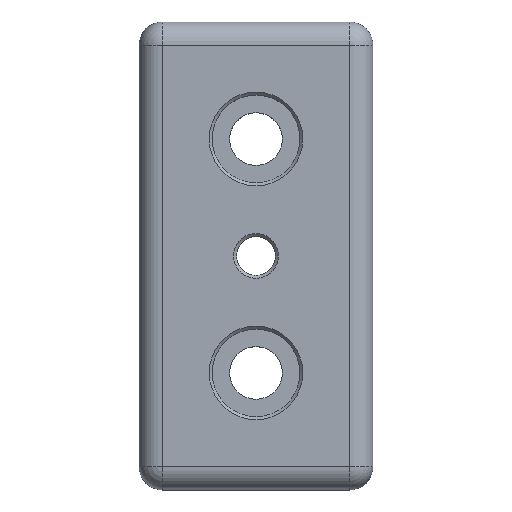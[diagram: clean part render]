
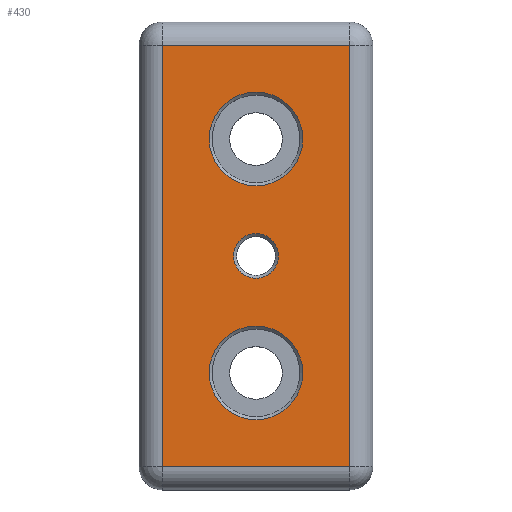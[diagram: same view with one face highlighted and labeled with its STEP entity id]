
A CAD part, top view. The second image highlights one B-rep face of the part: STEP entity #430.
In plain terms, the highlighted planar face has unit normal (0, 0, 1).
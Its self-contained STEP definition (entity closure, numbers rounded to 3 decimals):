
#32=FACE_BOUND('',#78,.T.);
#33=FACE_BOUND('',#79,.T.);
#34=FACE_BOUND('',#80,.T.);
#40=PLANE('',#481);
#49=FACE_OUTER_BOUND('',#77,.T.);
#77=EDGE_LOOP('',(#307,#308,#309,#310));
#78=EDGE_LOOP('',(#311));
#79=EDGE_LOOP('',(#312));
#80=EDGE_LOOP('',(#313));
#113=LINE('',#705,#141);
#114=LINE('',#707,#142);
#115=LINE('',#709,#143);
#116=LINE('',#710,#144);
#141=VECTOR('',#552,10.);
#142=VECTOR('',#553,10.);
#143=VECTOR('',#554,10.);
#144=VECTOR('',#555,10.);
#168=CIRCLE('',#478,3.824);
#171=CIRCLE('',#482,8.);
#172=CIRCLE('',#483,8.);
#202=VERTEX_POINT('',#695);
#205=VERTEX_POINT('',#703);
#206=VERTEX_POINT('',#704);
#207=VERTEX_POINT('',#706);
#208=VERTEX_POINT('',#708);
#209=VERTEX_POINT('',#711);
#210=VERTEX_POINT('',#713);
#240=EDGE_CURVE('',#202,#202,#168,.T.);
#244=EDGE_CURVE('',#205,#206,#113,.T.);
#245=EDGE_CURVE('',#207,#205,#114,.T.);
#246=EDGE_CURVE('',#208,#207,#115,.T.);
#247=EDGE_CURVE('',#206,#208,#116,.T.);
#248=EDGE_CURVE('',#209,#209,#171,.T.);
#249=EDGE_CURVE('',#210,#210,#172,.T.);
#307=ORIENTED_EDGE('',*,*,#244,.F.);
#308=ORIENTED_EDGE('',*,*,#245,.F.);
#309=ORIENTED_EDGE('',*,*,#246,.F.);
#310=ORIENTED_EDGE('',*,*,#247,.F.);
#311=ORIENTED_EDGE('',*,*,#248,.F.);
#312=ORIENTED_EDGE('',*,*,#249,.F.);
#313=ORIENTED_EDGE('',*,*,#240,.F.);
#430=ADVANCED_FACE('',(#49,#32,#33,#34),#40,.T.);
#478=AXIS2_PLACEMENT_3D('',#696,#543,#544);
#481=AXIS2_PLACEMENT_3D('',#702,#550,#551);
#482=AXIS2_PLACEMENT_3D('',#712,#556,#557);
#483=AXIS2_PLACEMENT_3D('',#714,#558,#559);
#543=DIRECTION('center_axis',(0.,0.,1.));
#544=DIRECTION('ref_axis',(-1.,0.,0.));
#550=DIRECTION('center_axis',(0.,0.,1.));
#551=DIRECTION('ref_axis',(1.,0.,0.));
#552=DIRECTION('',(0.,-1.,0.));
#553=DIRECTION('',(1.,0.,0.));
#554=DIRECTION('',(0.,1.,0.));
#555=DIRECTION('',(-1.,0.,0.));
#556=DIRECTION('center_axis',(0.,0.,1.));
#557=DIRECTION('ref_axis',(-1.,0.,0.));
#558=DIRECTION('center_axis',(0.,0.,1.));
#559=DIRECTION('ref_axis',(-1.,0.,0.));
#695=CARTESIAN_POINT('',(3.824,0.,15.));
#696=CARTESIAN_POINT('Origin',(0.,0.,
15.));
#702=CARTESIAN_POINT('Origin',(0.,0.,
15.));
#703=CARTESIAN_POINT('',(16.,36.,15.));
#704=CARTESIAN_POINT('',(16.,-36.,15.));
#705=CARTESIAN_POINT('',(16.,20.,15.));
#706=CARTESIAN_POINT('',(-16.,36.,15.));
#707=CARTESIAN_POINT('',(-10.,36.,15.));
#708=CARTESIAN_POINT('',(-16.,-36.,15.));
#709=CARTESIAN_POINT('',(-16.,-20.,15.));
#710=CARTESIAN_POINT('',(10.,-36.,15.));
#711=CARTESIAN_POINT('',(8.,20.,15.));
#712=CARTESIAN_POINT('Origin',(0.,20.,15.));
#713=CARTESIAN_POINT('',(8.,-20.,15.));
#714=CARTESIAN_POINT('Origin',(0.,-20.,15.));
